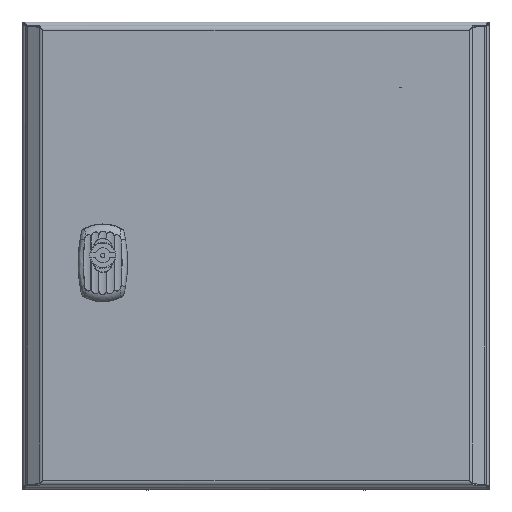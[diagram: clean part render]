
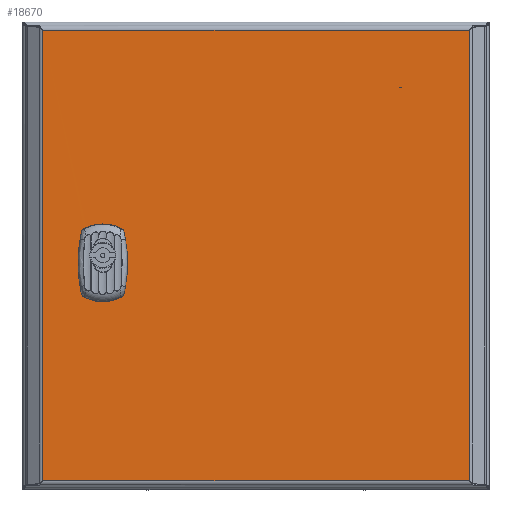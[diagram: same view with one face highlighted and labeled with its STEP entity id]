
A CAD part, top view. The second image highlights one B-rep face of the part: STEP entity #18670.
In plain terms, the highlighted face is planar.
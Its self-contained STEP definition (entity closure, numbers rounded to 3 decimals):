
#16372=DIRECTION('',(0.,0.,1.));
#16373=VECTOR('',#16372,289.6);
#16374=CARTESIAN_POINT('',(-136.991,0.,-144.8));
#16375=LINE('',#16374,#16373);
#16406=DIRECTION('',(1.,0.,0.));
#16407=VECTOR('',#16406,273.982);
#16408=CARTESIAN_POINT('',(-136.991,0.,144.8));
#16409=LINE('',#16408,#16407);
#16893=DIRECTION('',(0.,0.,-1.));
#16894=VECTOR('',#16893,289.6);
#16895=CARTESIAN_POINT('',(136.991,0.,144.8));
#16896=LINE('',#16895,#16894);
#17258=DIRECTION('',(-1.,0.,0.));
#17259=VECTOR('',#17258,273.982);
#17260=CARTESIAN_POINT('',(136.991,0.,-144.8));
#17261=LINE('',#17260,#17259);
#18219=CARTESIAN_POINT('',(-108.,0.005,-5.679));
#18220=CARTESIAN_POINT('',(-107.544,0.005,-6.475));
#18221=CARTESIAN_POINT('',(-106.485,0.012,
-7.918));
#18222=CARTESIAN_POINT('',(-104.406,0.009,
-9.678));
#18223=CARTESIAN_POINT('',(-101.988,0.01,
-10.898));
#18224=CARTESIAN_POINT('',(-99.353,0.01,
-11.526));
#18225=CARTESIAN_POINT('',(-96.647,0.01,
-11.526));
#18226=CARTESIAN_POINT('',(-94.012,0.01,
-10.898));
#18227=CARTESIAN_POINT('',(-91.595,0.009,
-9.679));
#18228=CARTESIAN_POINT('',(-89.515,0.012,
-7.919));
#18229=CARTESIAN_POINT('',(-88.456,0.005,-6.475));
#18230=CARTESIAN_POINT('',(-88.,0.005,-5.679));
#18235=DIRECTION('',(0.,0.,-1.));
#18236=VECTOR('',#18235,11.358);
#18237=CARTESIAN_POINT('',(-108.,0.005,5.679));
#18238=LINE('',#18237,#18236);
#18242=CARTESIAN_POINT('',(-88.,0.005,5.679));
#18243=CARTESIAN_POINT('',(-88.456,0.005,6.475));
#18244=CARTESIAN_POINT('',(-89.515,0.012,
7.918));
#18245=CARTESIAN_POINT('',(-91.594,0.009,
9.678));
#18246=CARTESIAN_POINT('',(-94.012,0.01,
10.898));
#18247=CARTESIAN_POINT('',(-96.647,0.01,
11.526));
#18248=CARTESIAN_POINT('',(-99.353,0.01,
11.526));
#18249=CARTESIAN_POINT('',(-101.988,0.01,
10.898));
#18250=CARTESIAN_POINT('',(-104.405,0.009,
9.679));
#18251=CARTESIAN_POINT('',(-106.485,0.012,
7.919));
#18252=CARTESIAN_POINT('',(-107.544,0.005,6.475));
#18253=CARTESIAN_POINT('',(-108.,0.005,5.679));
#18258=DIRECTION('',(0.,0.,1.));
#18259=VECTOR('',#18258,11.358);
#18260=CARTESIAN_POINT('',(-88.,0.005,-5.679));
#18261=LINE('',#18260,#18259);
#18265=CARTESIAN_POINT('',(-136.991,0.,-144.8));
#18266=CARTESIAN_POINT('',(-136.991,0.,144.8));
#18267=VERTEX_POINT('',#18265);
#18268=VERTEX_POINT('',#18266);
#18269=CARTESIAN_POINT('',(136.991,0.,-144.8));
#18270=VERTEX_POINT('',#18269);
#18271=CARTESIAN_POINT('',(136.991,0.,144.8));
#18272=VERTEX_POINT('',#18271);
#18493=CARTESIAN_POINT('',(-88.,0.005,-5.679));
#18494=CARTESIAN_POINT('',(-88.,0.005,5.679));
#18495=VERTEX_POINT('',#18493);
#18496=VERTEX_POINT('',#18494);
#18497=VERTEX_POINT('',#18253);
#18498=CARTESIAN_POINT('',(-108.,0.005,-5.679));
#18499=VERTEX_POINT('',#18498);
#18646=CARTESIAN_POINT('',(-98.,0.,0.));
#18647=DIRECTION('',(0.,1.,0.));
#18648=DIRECTION('',(0.,0.,1.));
#18649=AXIS2_PLACEMENT_3D('',#18646,#18647,#18648);
#18650=PLANE('',#18649);
#18651=ORIENTED_EDGE('',*,*,#18629,.T.);
#18653=ORIENTED_EDGE('',*,*,#18652,.T.);
#18655=ORIENTED_EDGE('',*,*,#18654,.T.);
#18657=ORIENTED_EDGE('',*,*,#18656,.T.);
#18658=EDGE_LOOP('',(#18651,#18653,#18655,#18657));
#18659=FACE_OUTER_BOUND('',#18658,.F.);
#18661=ORIENTED_EDGE('',*,*,#18660,.T.);
#18663=ORIENTED_EDGE('',*,*,#18662,.T.);
#18665=ORIENTED_EDGE('',*,*,#18664,.T.);
#18667=ORIENTED_EDGE('',*,*,#18666,.T.);
#18668=EDGE_LOOP('',(#18661,#18663,#18665,#18667));
#18669=FACE_BOUND('',#18668,.F.);
#18231=B_SPLINE_CURVE_WITH_KNOTS('',3,(#18219,#18220,#18221,#18222,#18223,
#18224,#18225,#18226,#18227,#18228,#18229,#18230),.UNSPECIFIED.,.F.,.F.,(4,1,1,
1,1,1,1,1,1,4),(0.,0.111,0.222,0.333,
0.444,0.556,0.667,0.778,
0.889,1.),.UNSPECIFIED.);
#18254=B_SPLINE_CURVE_WITH_KNOTS('',3,(#18242,#18243,#18244,#18245,#18246,
#18247,#18248,#18249,#18250,#18251,#18252,#18253),.UNSPECIFIED.,.F.,.F.,(4,1,1,
1,1,1,1,1,1,4),(0.,0.111,0.222,0.333,
0.444,0.556,0.667,0.778,
0.889,1.),.UNSPECIFIED.);
#18629=EDGE_CURVE('',#18267,#18268,#16375,.T.);
#18652=EDGE_CURVE('',#18268,#18272,#16409,.T.);
#18654=EDGE_CURVE('',#18272,#18270,#16896,.T.);
#18656=EDGE_CURVE('',#18270,#18267,#17261,.T.);
#18660=EDGE_CURVE('',#18495,#18496,#18261,.T.);
#18662=EDGE_CURVE('',#18496,#18497,#18254,.T.);
#18664=EDGE_CURVE('',#18497,#18499,#18238,.T.);
#18666=EDGE_CURVE('',#18499,#18495,#18231,.T.);
#18670=ADVANCED_FACE('',(#18659,#18669),#18650,.F.);
